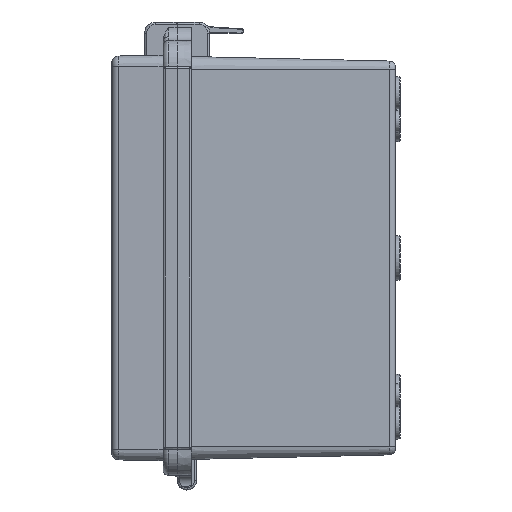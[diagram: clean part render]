
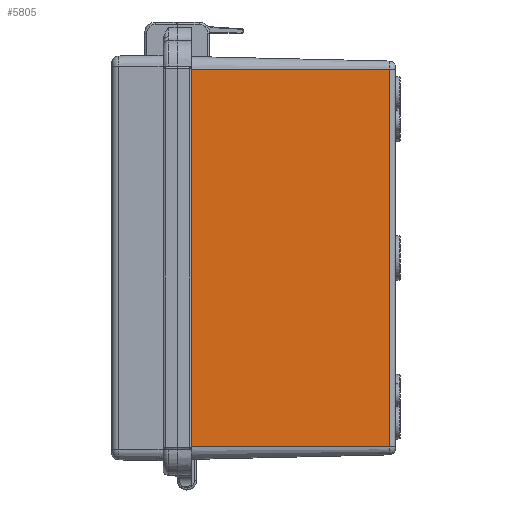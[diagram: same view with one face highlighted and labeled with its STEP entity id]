
A CAD part, left-side view. The second image highlights one B-rep face of the part: STEP entity #5805.
In plain terms, the highlighted planar face has unit normal (-1, -0.023, 0).
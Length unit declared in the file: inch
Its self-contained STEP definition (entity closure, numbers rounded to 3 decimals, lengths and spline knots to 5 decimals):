
#3292 = EDGE_LOOP ( 'NONE', ( #32570, #32571, #32572, #32573 ) ) ;
#3570 = VERTEX_POINT ( 'NONE', #4210 ) ;
#3571 = VERTEX_POINT ( 'NONE', #4211 ) ;
#3583 = VERTEX_POINT ( 'NONE', #4223 ) ;
#3584 = VERTEX_POINT ( 'NONE', #4224 ) ;
#4210 = CARTESIAN_POINT ( 'NONE',  ( -5.69878, -0.25976, -3.47047 ) ) ;
#4211 = CARTESIAN_POINT ( 'NONE',  ( -5.69878, -0.25976, 3.47047 ) ) ;
#4223 = CARTESIAN_POINT ( 'NONE',  ( -5.61557, -3.89861, 3.47047 ) ) ;
#4224 = CARTESIAN_POINT ( 'NONE',  ( -5.61557, -3.89861, -3.47047 ) ) ;
#5805 = ADVANCED_FACE ( 'NONE', ( #23187 ), #24640, .T. ) ;
#9700 = CARTESIAN_POINT ( 'NONE',  ( -5.69878, -0.25976, -3.47047 ) ) ;
#9701 = DIRECTION ( 'NONE',  ( 0., 0., 1. ) ) ;
#10016 = CARTESIAN_POINT ( 'NONE',  ( -5.61557, -3.89861, -3.47047 ) ) ;
#10018 = DIRECTION ( 'NONE',  ( 0., 0., 1. ) ) ;
#10547 = LINE ( 'NONE', #9700, #10548 ) ;
#10548 = VECTOR ( 'NONE', #9701, 39.37008 ) ;
#10617 = LINE ( 'NONE', #10016, #10618 ) ;
#10618 = VECTOR ( 'NONE', #10018, 39.37008 ) ;
#10630 = LINE ( 'NONE', #12075, #10631 ) ;
#10631 = VECTOR ( 'NONE', #12085, 39.37008 ) ;
#10634 = VECTOR ( 'NONE', #12099, 39.37008 ) ;
#10636 = LINE ( 'NONE', #12087, #10634 ) ;
#12075 = CARTESIAN_POINT ( 'NONE',  ( -5.70472, 0., -3.47047 ) ) ;
#12085 = DIRECTION ( 'NONE',  ( -0.023, 1., 0. ) ) ;
#12087 = CARTESIAN_POINT ( 'NONE',  ( -5.70472, 0., 3.47047 ) ) ;
#12099 = DIRECTION ( 'NONE',  ( -0.023, 1., 0. ) ) ;
#12453 = EDGE_CURVE ( 'NONE', #3570, #3571, #10547, .T. ) ;
#12550 = EDGE_CURVE ( 'NONE', #3584, #3583, #10617, .T. ) ;
#12588 = EDGE_CURVE ( 'NONE', #3584, #3570, #10630, .T. ) ;
#12593 = EDGE_CURVE ( 'NONE', #3583, #3571, #10636, .T. ) ;
#23187 = FACE_OUTER_BOUND ( 'NONE', #3292, .T. ) ;
#24639 = CARTESIAN_POINT ( 'NONE',  ( -5.70472, 0., -3.47047 ) ) ;
#24640 = PLANE ( 'NONE',  #34770 ) ;
#24642 = DIRECTION ( 'NONE',  ( -1., -0.023, 0. ) ) ;
#24643 = DIRECTION ( 'NONE',  ( 0.023, -1., 0. ) ) ;
#32570 = ORIENTED_EDGE ( 'NONE', *, *, #12453, .F. ) ;
#32571 = ORIENTED_EDGE ( 'NONE', *, *, #12588, .F. ) ;
#32572 = ORIENTED_EDGE ( 'NONE', *, *, #12550, .T. ) ;
#32573 = ORIENTED_EDGE ( 'NONE', *, *, #12593, .T. ) ;
#34770 = AXIS2_PLACEMENT_3D ( 'NONE', #24639, #24642, #24643 ) ;
